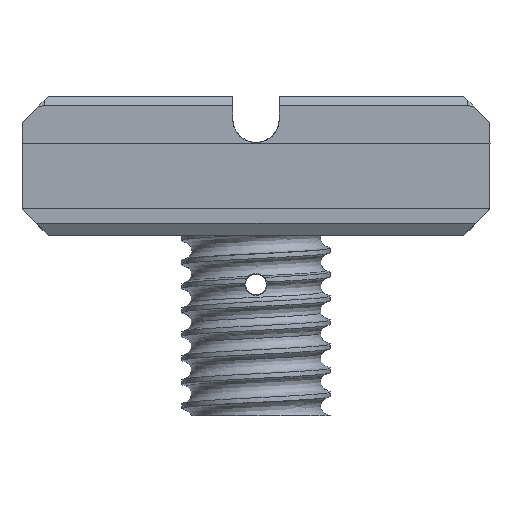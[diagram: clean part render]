
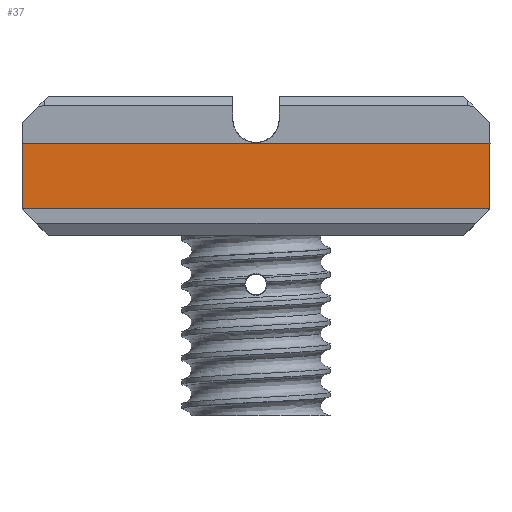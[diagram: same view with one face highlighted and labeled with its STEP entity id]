
A CAD part, top view. The second image highlights one B-rep face of the part: STEP entity #37.
In plain terms, the highlighted planar face has unit normal (0, 0, 1).
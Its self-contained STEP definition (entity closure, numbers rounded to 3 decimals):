
#37=ADVANCED_FACE('',(#132),#1535,.T.);
#132=FACE_OUTER_BOUND('',#227,.T.);
#227=EDGE_LOOP('',(#414,#415,#416,#417));
#414=ORIENTED_EDGE('',*,*,#838,.T.);
#415=ORIENTED_EDGE('',*,*,#830,.T.);
#416=ORIENTED_EDGE('',*,*,#828,.T.);
#417=ORIENTED_EDGE('',*,*,#852,.F.);
#828=EDGE_CURVE('',#1338,#1345,#1078,.T.);
#830=EDGE_CURVE('',#1339,#1338,#1080,.T.);
#838=EDGE_CURVE('',#1347,#1339,#1087,.T.);
#852=EDGE_CURVE('',#1347,#1345,#1098,.T.);
#1078=B_SPLINE_CURVE_WITH_KNOTS('',1,(#28445,#28446),.UNSPECIFIED.,.F.,
 .F.,(2,2),(-28.872,-21.83),.UNSPECIFIED.);
#1080=B_SPLINE_CURVE_WITH_KNOTS('',1,(#28449,#28450),.UNSPECIFIED.,.F.,
 .F.,(2,2),(-589.588,-589.466),.UNSPECIFIED.);
#1087=B_SPLINE_CURVE_WITH_KNOTS('',1,(#28470,#28471),.UNSPECIFIED.,.F.,
 .F.,(2,2),(-24.494,-17.452),.UNSPECIFIED.);
#1098=B_SPLINE_CURVE_WITH_KNOTS('',1,(#28512,#28513),.UNSPECIFIED.,.F.,
 .F.,(2,2),(0.,50.279),.UNSPECIFIED.);
#1338=VERTEX_POINT('',#28253);
#1339=VERTEX_POINT('',#28254);
#1345=VERTEX_POINT('',#28260);
#1347=VERTEX_POINT('',#28262);
#1535=PLANE('',#1598);
#1598=AXIS2_PLACEMENT_3D('',#1800,#1644,$);
#1644=DIRECTION('',(0.,0.,1.));
#1800=CARTESIAN_POINT('',(28.698,-23.758,12.192));
#28253=CARTESIAN_POINT('',(-21.58,-16.716,12.192));
#28254=CARTESIAN_POINT('',(28.698,-16.716,12.192));
#28260=CARTESIAN_POINT('',(-21.58,-23.758,12.192));
#28262=CARTESIAN_POINT('',(28.698,-23.758,12.192));
#28445=CARTESIAN_POINT('',(-21.58,-16.716,12.192));
#28446=CARTESIAN_POINT('',(-21.58,-23.758,12.192));
#28449=CARTESIAN_POINT('',(28.698,-16.716,12.192));
#28450=CARTESIAN_POINT('',(-21.58,-16.716,12.192));
#28470=CARTESIAN_POINT('',(28.698,-23.758,12.192));
#28471=CARTESIAN_POINT('',(28.698,-16.716,12.192));
#28512=CARTESIAN_POINT('',(28.698,-23.758,12.192));
#28513=CARTESIAN_POINT('',(-21.58,-23.758,12.192));
